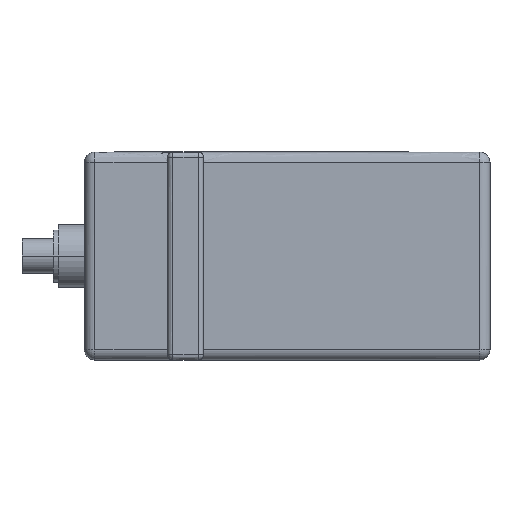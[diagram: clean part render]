
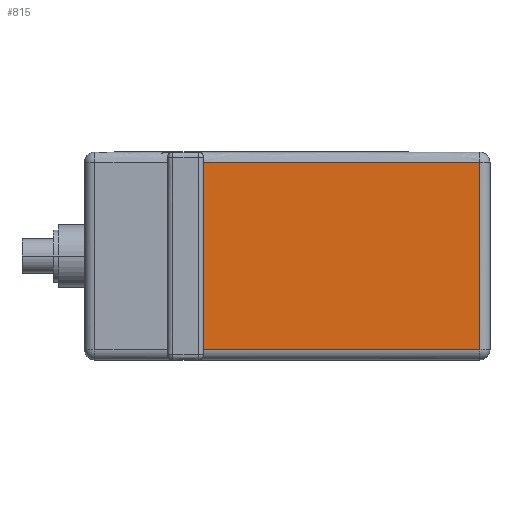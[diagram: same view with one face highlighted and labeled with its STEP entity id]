
A CAD part, left-side view. The second image highlights one B-rep face of the part: STEP entity #815.
In plain terms, the highlighted planar face has unit normal (-1, 0, 0).
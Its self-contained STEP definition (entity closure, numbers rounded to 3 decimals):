
#31 = CARTESIAN_POINT ( 'NONE',  ( -20., -18.5, 1. ) ) ;
#53 = CARTESIAN_POINT ( 'NONE',  ( -20., -18.5, 7. ) ) ;
#77 = EDGE_CURVE ( 'NONE', #1753, #684, #2561, .T. ) ;
#204 = ORIENTED_EDGE ( 'NONE', *, *, #598, .T. ) ;
#211 = VECTOR ( 'NONE', #761, 1000. ) ;
#293 = CARTESIAN_POINT ( 'NONE',  ( -20., -9.65, 19. ) ) ;
#333 = ORIENTED_EDGE ( 'NONE', *, *, #1884, .T. ) ;
#362 = CARTESIAN_POINT ( 'NONE',  ( -20., 8.051, 0. ) ) ;
#484 = FACE_OUTER_BOUND ( 'NONE', #2416, .T. ) ;
#598 = EDGE_CURVE ( 'NONE', #1042, #684, #1782, .T. ) ;
#684 = VERTEX_POINT ( 'NONE', #2215 ) ;
#685 = CARTESIAN_POINT ( 'NONE',  ( -20., -19.5, 20. ) ) ;
#699 = B_SPLINE_CURVE_WITH_KNOTS ( 'NONE', 3,
 ( #1349, #53, #1364, #2669 ),
 .UNSPECIFIED., .F., .F.,
 ( 4, 4 ),
 ( 0.04, 0.058 ),
 .UNSPECIFIED. ) ;
#761 = DIRECTION ( 'NONE',  ( 0., -1., 0. ) ) ;
#815 = ADVANCED_FACE ( 'NONE', ( #484 ), #1343, .F. ) ;
#914 = VECTOR ( 'NONE', #1917, 1000. ) ;
#1042 = VERTEX_POINT ( 'NONE', #2797 ) ;
#1162 = CARTESIAN_POINT ( 'NONE',  ( -20., -0.799, 19. ) ) ;
#1182 = ORIENTED_EDGE ( 'NONE', *, *, #2804, .T. ) ;
#1296 = VERTEX_POINT ( 'NONE', #31 ) ;
#1343 = PLANE ( 'NONE',  #1490 ) ;
#1348 = CARTESIAN_POINT ( 'NONE',  ( -20., 8.051, 1. ) ) ;
#1349 = CARTESIAN_POINT ( 'NONE',  ( -20., -18.5, 1. ) ) ;
#1364 = CARTESIAN_POINT ( 'NONE',  ( -20., -18.5, 13. ) ) ;
#1490 = AXIS2_PLACEMENT_3D ( 'NONE', #685, #2443, #1564 ) ;
#1564 = DIRECTION ( 'NONE',  ( 0., 0., -1. ) ) ;
#1639 = CARTESIAN_POINT ( 'NONE',  ( -20., -18.5, 19. ) ) ;
#1753 = VERTEX_POINT ( 'NONE', #1348 ) ;
#1782 = B_SPLINE_CURVE_WITH_KNOTS ( 'NONE', 3,
 ( #1639, #293, #1162, #2720 ),
 .UNSPECIFIED., .F., .F.,
 ( 4, 4 ),
 ( -0.081, -0.054 ),
 .UNSPECIFIED. ) ;
#1884 = EDGE_CURVE ( 'NONE', #1296, #1042, #699, .T. ) ;
#1917 = DIRECTION ( 'NONE',  ( 0., 0., 1. ) ) ;
#2215 = CARTESIAN_POINT ( 'NONE',  ( -20., 8.051, 19. ) ) ;
#2403 = ORIENTED_EDGE ( 'NONE', *, *, #77, .F. ) ;
#2416 = EDGE_LOOP ( 'NONE', ( #2403, #1182, #333, #204 ) ) ;
#2443 = DIRECTION ( 'NONE',  ( 1., 0., 0. ) ) ;
#2551 = CARTESIAN_POINT ( 'NONE',  ( -20., -19.5, 1. ) ) ;
#2561 = LINE ( 'NONE', #362, #914 ) ;
#2669 = CARTESIAN_POINT ( 'NONE',  ( -20., -18.5, 19. ) ) ;
#2720 = CARTESIAN_POINT ( 'NONE',  ( -20., 8.051, 19. ) ) ;
#2734 = LINE ( 'NONE', #2551, #211 ) ;
#2797 = CARTESIAN_POINT ( 'NONE',  ( -20., -18.5, 19. ) ) ;
#2804 = EDGE_CURVE ( 'NONE', #1753, #1296, #2734, .T. ) ;
